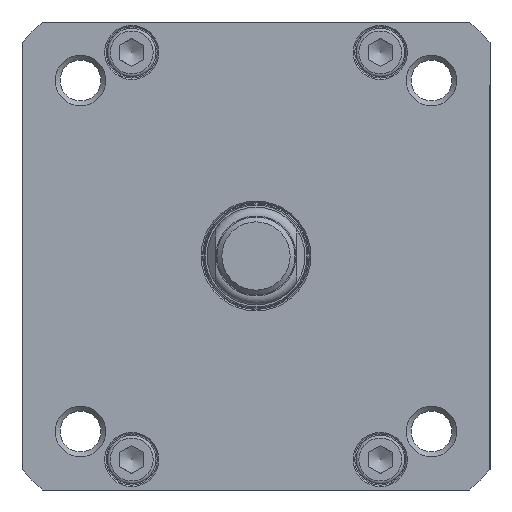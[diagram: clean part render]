
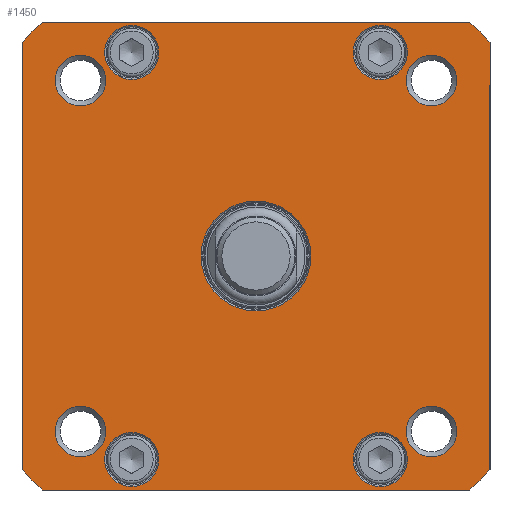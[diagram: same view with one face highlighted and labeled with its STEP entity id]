
A CAD part, front view. The second image highlights one B-rep face of the part: STEP entity #1450.
In plain terms, the highlighted planar face has unit normal (0, -1, 0).
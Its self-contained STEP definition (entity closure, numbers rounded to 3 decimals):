
#1276=CARTESIAN_POINT('',(0.,-97.35,0.));
#1277=DIRECTION('',(0.0,1.0,0.0));
#1278=DIRECTION('',(0.0,0.0,1.0));
#1279=AXIS2_PLACEMENT_3D('',#1276,#1277,#1278);
#1280=PLANE('',#1279);
#1281=CARTESIAN_POINT('',(43.829,-97.35,48.));
#1282=VERTEX_POINT('',#1281);
#1283=CARTESIAN_POINT('',(48.,-97.35,43.829));
#1284=VERTEX_POINT('',#1283);
#1285=CARTESIAN_POINT('',(0.0,-97.35,0.0));
#1286=DIRECTION('',(0.0,1.0,0.0));
#1287=DIRECTION('',(0.674,0.0,0.738));
#1288=AXIS2_PLACEMENT_3D('',#1285,#1286,#1287);
#1289=CIRCLE('',#1288,65.);
#1290=EDGE_CURVE('',#1282,#1284,#1289,.T.);
#1291=ORIENTED_EDGE('',*,*,#1290,.F.);
#1292=CARTESIAN_POINT('',(-43.829,-97.35,48.));
#1293=VERTEX_POINT('',#1292);
#1294=CARTESIAN_POINT('',(-43.829,-97.35,48.));
#1295=DIRECTION('',(1.0,0.0,0.0));
#1296=VECTOR('',#1295,87.658);
#1297=LINE('',#1294,#1296);
#1298=EDGE_CURVE('',#1293,#1282,#1297,.T.);
#1299=ORIENTED_EDGE('',*,*,#1298,.F.);
#1300=CARTESIAN_POINT('',(-48.,-97.35,43.829));
#1301=VERTEX_POINT('',#1300);
#1302=CARTESIAN_POINT('',(0.0,-97.35,0.0));
#1303=DIRECTION('',(0.0,1.0,0.0));
#1304=DIRECTION('',(-0.738,0.0,0.674));
#1305=AXIS2_PLACEMENT_3D('',#1302,#1303,#1304);
#1306=CIRCLE('',#1305,65.0);
#1307=EDGE_CURVE('',#1301,#1293,#1306,.T.);
#1308=ORIENTED_EDGE('',*,*,#1307,.F.);
#1309=CARTESIAN_POINT('',(-48.,-97.35,-43.829));
#1310=VERTEX_POINT('',#1309);
#1311=CARTESIAN_POINT('',(-48.,-97.35,-43.829));
#1312=DIRECTION('',(0.0,0.0,1.0));
#1313=VECTOR('',#1312,87.658);
#1314=LINE('',#1311,#1313);
#1315=EDGE_CURVE('',#1310,#1301,#1314,.T.);
#1316=ORIENTED_EDGE('',*,*,#1315,.F.);
#1317=CARTESIAN_POINT('',(-43.829,-97.35,-48.));
#1318=VERTEX_POINT('',#1317);
#1319=CARTESIAN_POINT('',(0.0,-97.35,0.0));
#1320=DIRECTION('',(0.0,1.0,0.0));
#1321=DIRECTION('',(-0.674,0.0,-0.738));
#1322=AXIS2_PLACEMENT_3D('',#1319,#1320,#1321);
#1323=CIRCLE('',#1322,65.0);
#1324=EDGE_CURVE('',#1318,#1310,#1323,.T.);
#1325=ORIENTED_EDGE('',*,*,#1324,.F.);
#1326=CARTESIAN_POINT('',(43.829,-97.35,-48.));
#1327=VERTEX_POINT('',#1326);
#1328=CARTESIAN_POINT('',(43.829,-97.35,-48.));
#1329=DIRECTION('',(-1.0,0.0,0.0));
#1330=VECTOR('',#1329,87.658);
#1331=LINE('',#1328,#1330);
#1332=EDGE_CURVE('',#1327,#1318,#1331,.T.);
#1333=ORIENTED_EDGE('',*,*,#1332,.F.);
#1334=CARTESIAN_POINT('',(48.,-97.35,-43.829));
#1335=VERTEX_POINT('',#1334);
#1336=CARTESIAN_POINT('',(0.0,-97.35,0.0));
#1337=DIRECTION('',(0.0,1.0,0.0));
#1338=DIRECTION('',(0.738,0.0,-0.674));
#1339=AXIS2_PLACEMENT_3D('',#1336,#1337,#1338);
#1340=CIRCLE('',#1339,65.0);
#1341=EDGE_CURVE('',#1335,#1327,#1340,.T.);
#1342=ORIENTED_EDGE('',*,*,#1341,.F.);
#1343=CARTESIAN_POINT('',(48.,-97.35,43.829));
#1344=DIRECTION('',(0.0,0.0,-1.0));
#1345=VECTOR('',#1344,87.658);
#1346=LINE('',#1343,#1345);
#1347=EDGE_CURVE('',#1284,#1335,#1346,.T.);
#1348=ORIENTED_EDGE('',*,*,#1347,.F.);
#1349=EDGE_LOOP('',(#1291,#1299,#1308,#1316,#1325,#1333,#1342,#1348));
#1350=FACE_OUTER_BOUND('',#1349,.T.);
#1351=CARTESIAN_POINT('',(-30.812,-97.35,-36.));
#1352=VERTEX_POINT('',#1351);
#1353=CARTESIAN_POINT('',(-36.,-97.35,-36.));
#1354=DIRECTION('',(0.0,-1.0,0.0));
#1355=DIRECTION('',(-1.0,0.0,0.0));
#1356=AXIS2_PLACEMENT_3D('',#1353,#1354,#1355);
#1357=CIRCLE('',#1356,5.188);
#1358=EDGE_CURVE('',#1352,#1352,#1357,.T.);
#1359=ORIENTED_EDGE('',*,*,#1358,.F.);
#1360=EDGE_LOOP('',(#1359));
#1361=FACE_BOUND('',#1360,.T.);
#1362=CARTESIAN_POINT('',(41.188,-97.35,36.));
#1363=VERTEX_POINT('',#1362);
#1364=CARTESIAN_POINT('',(36.,-97.35,36.));
#1365=DIRECTION('',(0.0,-1.0,0.0));
#1366=DIRECTION('',(-1.0,0.0,0.0));
#1367=AXIS2_PLACEMENT_3D('',#1364,#1365,#1366);
#1368=CIRCLE('',#1367,5.188);
#1369=EDGE_CURVE('',#1363,#1363,#1368,.T.);
#1370=ORIENTED_EDGE('',*,*,#1369,.F.);
#1371=EDGE_LOOP('',(#1370));
#1372=FACE_BOUND('',#1371,.T.);
#1373=CARTESIAN_POINT('',(-19.95,-97.35,-41.75));
#1374=VERTEX_POINT('',#1373);
#1375=CARTESIAN_POINT('',(-25.5,-97.35,-41.75));
#1376=DIRECTION('',(0.0,-1.0,0.0));
#1377=DIRECTION('',(-1.0,0.0,0.0));
#1378=AXIS2_PLACEMENT_3D('',#1375,#1376,#1377);
#1379=CIRCLE('',#1378,5.55);
#1380=EDGE_CURVE('',#1374,#1374,#1379,.T.);
#1381=ORIENTED_EDGE('',*,*,#1380,.F.);
#1382=EDGE_LOOP('',(#1381));
#1383=FACE_BOUND('',#1382,.T.);
#1384=CARTESIAN_POINT('',(31.05,-97.35,41.75));
#1385=VERTEX_POINT('',#1384);
#1386=CARTESIAN_POINT('',(25.5,-97.35,41.75));
#1387=DIRECTION('',(0.0,-1.0,0.0));
#1388=DIRECTION('',(-1.0,0.0,0.0));
#1389=AXIS2_PLACEMENT_3D('',#1386,#1387,#1388);
#1390=CIRCLE('',#1389,5.55);
#1391=EDGE_CURVE('',#1385,#1385,#1390,.T.);
#1392=ORIENTED_EDGE('',*,*,#1391,.F.);
#1393=EDGE_LOOP('',(#1392));
#1394=FACE_BOUND('',#1393,.T.);
#1395=CARTESIAN_POINT('',(-11.25,-97.35,0.));
#1396=VERTEX_POINT('',#1395);
#1397=CARTESIAN_POINT('',(0.0,-97.35,0.0));
#1398=DIRECTION('',(0.0,-1.0,0.0));
#1399=DIRECTION('',(1.0,0.0,0.0));
#1400=AXIS2_PLACEMENT_3D('',#1397,#1398,#1399);
#1401=CIRCLE('',#1400,11.25);
#1402=EDGE_CURVE('',#1396,#1396,#1401,.T.);
#1403=ORIENTED_EDGE('',*,*,#1402,.F.);
#1404=EDGE_LOOP('',(#1403));
#1405=FACE_BOUND('',#1404,.T.);
#1406=CARTESIAN_POINT('',(-19.95,-97.35,41.75));
#1407=VERTEX_POINT('',#1406);
#1408=CARTESIAN_POINT('',(-25.5,-97.35,41.75));
#1409=DIRECTION('',(0.0,-1.0,0.0));
#1410=DIRECTION('',(-1.0,0.0,0.0));
#1411=AXIS2_PLACEMENT_3D('',#1408,#1409,#1410);
#1412=CIRCLE('',#1411,5.55);
#1413=EDGE_CURVE('',#1407,#1407,#1412,.T.);
#1414=ORIENTED_EDGE('',*,*,#1413,.F.);
#1415=EDGE_LOOP('',(#1414));
#1416=FACE_BOUND('',#1415,.T.);
#1417=CARTESIAN_POINT('',(31.05,-97.35,-41.75));
#1418=VERTEX_POINT('',#1417);
#1419=CARTESIAN_POINT('',(25.5,-97.35,-41.75));
#1420=DIRECTION('',(0.0,-1.0,0.0));
#1421=DIRECTION('',(-1.0,0.0,0.0));
#1422=AXIS2_PLACEMENT_3D('',#1419,#1420,#1421);
#1423=CIRCLE('',#1422,5.55);
#1424=EDGE_CURVE('',#1418,#1418,#1423,.T.);
#1425=ORIENTED_EDGE('',*,*,#1424,.F.);
#1426=EDGE_LOOP('',(#1425));
#1427=FACE_BOUND('',#1426,.T.);
#1428=CARTESIAN_POINT('',(-30.812,-97.35,36.));
#1429=VERTEX_POINT('',#1428);
#1430=CARTESIAN_POINT('',(-36.,-97.35,36.));
#1431=DIRECTION('',(0.0,-1.0,0.0));
#1432=DIRECTION('',(-1.0,0.0,0.0));
#1433=AXIS2_PLACEMENT_3D('',#1430,#1431,#1432);
#1434=CIRCLE('',#1433,5.188);
#1435=EDGE_CURVE('',#1429,#1429,#1434,.T.);
#1436=ORIENTED_EDGE('',*,*,#1435,.F.);
#1437=EDGE_LOOP('',(#1436));
#1438=FACE_BOUND('',#1437,.T.);
#1439=CARTESIAN_POINT('',(41.188,-97.35,-36.));
#1440=VERTEX_POINT('',#1439);
#1441=CARTESIAN_POINT('',(36.,-97.35,-36.));
#1442=DIRECTION('',(0.0,-1.0,0.0));
#1443=DIRECTION('',(-1.0,0.0,0.0));
#1444=AXIS2_PLACEMENT_3D('',#1441,#1442,#1443);
#1445=CIRCLE('',#1444,5.188);
#1446=EDGE_CURVE('',#1440,#1440,#1445,.T.);
#1447=ORIENTED_EDGE('',*,*,#1446,.F.);
#1448=EDGE_LOOP('',(#1447));
#1449=FACE_BOUND('',#1448,.T.);
#1450=ADVANCED_FACE('',(#1350,#1361,#1372,#1383,#1394,#1405,#1416,#1427,#1438,#1449),#1280,.F.);
